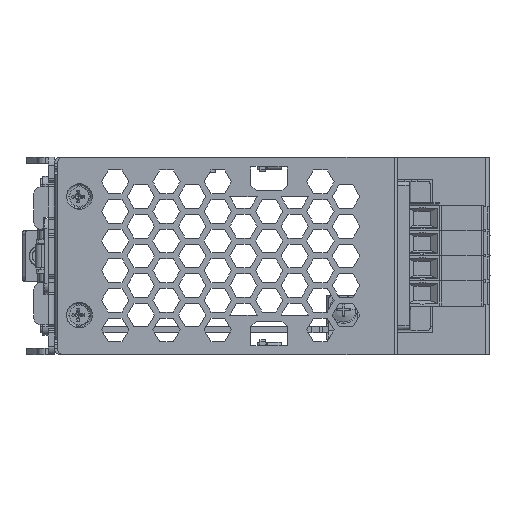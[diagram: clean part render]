
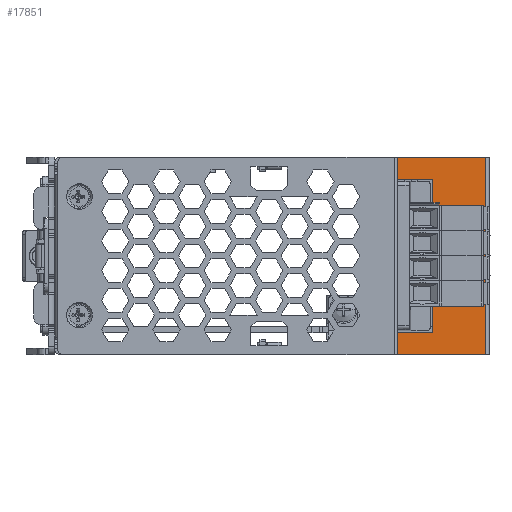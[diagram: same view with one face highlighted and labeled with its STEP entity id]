
A CAD part, front view. The second image highlights one B-rep face of the part: STEP entity #17851.
In plain terms, the highlighted planar face has unit normal (0, -1, 0).
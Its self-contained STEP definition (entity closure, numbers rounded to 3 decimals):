
#17740=CARTESIAN_POINT('',(-0.8,-37.,-25.));
#17741=VERTEX_POINT('',#17740);
#17763=CARTESIAN_POINT('',(-23.184,-37.,-25.));
#17764=VERTEX_POINT('',#17763);
#17780=CARTESIAN_POINT('',(12311.269,-37.,-25.));
#17781=DIRECTION('',(-1.,0.,0.));
#17782=VECTOR('',#17781,24690.);
#17783=LINE('',#17780,#17782);
#17784=EDGE_CURVE('',#17741,#17764,#17783,.T.);
#17789=CARTESIAN_POINT('',(-0.8,-37.,-25.));
#17790=DIRECTION('',(0.,1.,0.));
#17791=DIRECTION('',(-1.,0.,0.));
#17792=AXIS2_PLACEMENT_3D('',#17789,#17790,#17791);
#17793=PLANE('',#17792);
#17794=CARTESIAN_POINT('',(-14.3,-37.,19.35));
#17795=VERTEX_POINT('',#17794);
#17796=CARTESIAN_POINT('',(-14.3,-37.,-19.35));
#17797=VERTEX_POINT('',#17796);
#17798=CARTESIAN_POINT('',(-14.3,-37.,12342.175));
#17799=DIRECTION('',(0.,0.,-1.));
#17800=VECTOR('',#17799,24690.);
#17801=LINE('',#17798,#17800);
#17802=EDGE_CURVE('',#17795,#17797,#17801,.T.);
#17803=ORIENTED_EDGE('',*,*,#17802,.T.);
#17804=CARTESIAN_POINT('',(-23.184,-37.,-19.35));
#17805=VERTEX_POINT('',#17804);
#17806=CARTESIAN_POINT('',(-12352.55,-37.,-19.35));
#17807=DIRECTION('',(1.,-0.,-0.));
#17808=VECTOR('',#17807,24690.);
#17809=LINE('',#17806,#17808);
#17810=EDGE_CURVE('',#17805,#17797,#17809,.T.);
#17811=ORIENTED_EDGE('',*,*,#17810,.F.);
#17812=CARTESIAN_POINT('',(-23.184,-37.,-12370.));
#17813=DIRECTION('',(0.,0.,1.));
#17814=VECTOR('',#17813,24690.);
#17815=LINE('',#17812,#17814);
#17816=EDGE_CURVE('',#17764,#17805,#17815,.T.);
#17817=ORIENTED_EDGE('',*,*,#17816,.F.);
#17818=ORIENTED_EDGE('',*,*,#17784,.F.);
#17819=CARTESIAN_POINT('',(-0.8,-37.,25.));
#17820=VERTEX_POINT('',#17819);
#17821=CARTESIAN_POINT('',(-0.8,-37.,-12370.));
#17822=DIRECTION('',(0.,0.,1.));
#17823=VECTOR('',#17822,24690.);
#17824=LINE('',#17821,#17823);
#17825=EDGE_CURVE('',#17741,#17820,#17824,.T.);
#17826=ORIENTED_EDGE('',*,*,#17825,.T.);
#17827=CARTESIAN_POINT('',(-23.184,-37.,25.));
#17828=VERTEX_POINT('',#17827);
#17829=CARTESIAN_POINT('',(12311.269,-37.,25.));
#17830=DIRECTION('',(-1.,0.,0.));
#17831=VECTOR('',#17830,24690.);
#17832=LINE('',#17829,#17831);
#17833=EDGE_CURVE('',#17820,#17828,#17832,.T.);
#17834=ORIENTED_EDGE('',*,*,#17833,.T.);
#17835=CARTESIAN_POINT('',(-23.184,-37.,19.35));
#17836=VERTEX_POINT('',#17835);
#17837=CARTESIAN_POINT('',(-23.184,-37.,-12370.));
#17838=DIRECTION('',(0.,0.,1.));
#17839=VECTOR('',#17838,24690.);
#17840=LINE('',#17837,#17839);
#17841=EDGE_CURVE('',#17836,#17828,#17840,.T.);
#17842=ORIENTED_EDGE('',*,*,#17841,.F.);
#17843=CARTESIAN_POINT('',(-12357.4,-37.,19.35));
#17844=DIRECTION('',(1.,0.,-0.));
#17845=VECTOR('',#17844,24690.);
#17846=LINE('',#17843,#17845);
#17847=EDGE_CURVE('',#17836,#17795,#17846,.T.);
#17848=ORIENTED_EDGE('',*,*,#17847,.T.);
#17849=EDGE_LOOP('',(#17803,#17811,#17817,#17818,#17826,#17834,#17842,#17848));
#17850=FACE_BOUND('',#17849,.T.);
#17851=ADVANCED_FACE('',(#17850),#17793,.F.);
